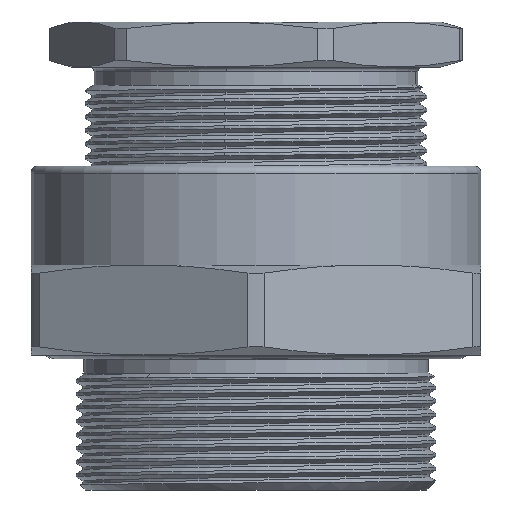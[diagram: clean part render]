
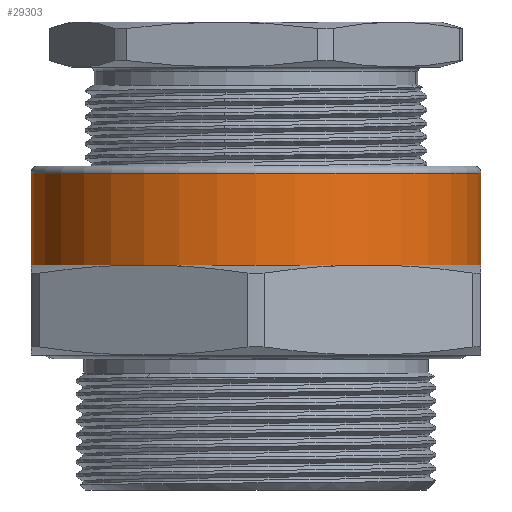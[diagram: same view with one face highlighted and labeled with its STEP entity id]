
A CAD part, front view. The second image highlights one B-rep face of the part: STEP entity #29303.
In plain terms, the highlighted cylindrical face has radius 25 mm (diameter 50 mm), a partial arc.
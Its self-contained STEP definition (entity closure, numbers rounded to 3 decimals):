
#191 = ORIENTED_EDGE ( 'NONE', *, *, #5472, .T. ) ;
#1766 = DIRECTION ( 'NONE',  ( 0., 0., -1. ) ) ;
#2279 = FACE_OUTER_BOUND ( 'NONE', #20127, .T. ) ;
#2549 = CARTESIAN_POINT ( 'NONE',  ( 2.284, 30.034, 57.262 ) ) ;
#3692 = CARTESIAN_POINT ( 'NONE',  ( 27.284, 30.034, 47.062 ) ) ;
#3788 = DIRECTION ( 'NONE',  ( -1., 0., 0. ) ) ;
#4691 = DIRECTION ( 'NONE',  ( -1., 0., 0. ) ) ;
#4815 = EDGE_CURVE ( 'NONE', #27038, #17825, #9801, .T. ) ;
#5356 = CARTESIAN_POINT ( 'NONE',  ( 14.784, 8.384, 47.062 ) ) ;
#5472 = EDGE_CURVE ( 'NONE', #23373, #32008, #30489, .T. ) ;
#5897 = DIRECTION ( 'NONE',  ( 1., 0., 0. ) ) ;
#6578 = DIRECTION ( 'NONE',  ( -1., 0., 0. ) ) ;
#6601 = CARTESIAN_POINT ( 'NONE',  ( 52.284, 30.034, 47.062 ) ) ;
#7768 = CIRCLE ( 'NONE', #30861, 25. ) ;
#8053 = AXIS2_PLACEMENT_3D ( 'NONE', #3692, #25405, #6578 ) ;
#8588 = ORIENTED_EDGE ( 'NONE', *, *, #10644, .T. ) ;
#8655 = VECTOR ( 'NONE', #20542, 1000. ) ;
#9801 = CIRCLE ( 'NONE', #8053, 25. ) ;
#10644 = EDGE_CURVE ( 'NONE', #23713, #23373, #29507, .T. ) ;
#10675 = VERTEX_POINT ( 'NONE', #5356 ) ;
#11014 = DIRECTION ( 'NONE',  ( 0., 0., -1. ) ) ;
#12289 = CARTESIAN_POINT ( 'NONE',  ( 52.284, 30.034, 57.262 ) ) ;
#13035 = DIRECTION ( 'NONE',  ( 0., 0., -1. ) ) ;
#13142 = CARTESIAN_POINT ( 'NONE',  ( 2.284, 30.034, 47.062 ) ) ;
#13730 = LINE ( 'NONE', #18989, #26325 ) ;
#17337 = ORIENTED_EDGE ( 'NONE', *, *, #33829, .F. ) ;
#17562 = CARTESIAN_POINT ( 'NONE',  ( 27.284, 30.034, 47.062 ) ) ;
#17825 = VERTEX_POINT ( 'NONE', #19107 ) ;
#18105 = CARTESIAN_POINT ( 'NONE',  ( 27.284, 30.034, 47.062 ) ) ;
#18989 = CARTESIAN_POINT ( 'NONE',  ( 52.284, 30.034, 22.062 ) ) ;
#19107 = CARTESIAN_POINT ( 'NONE',  ( 39.784, 8.384, 47.062 ) ) ;
#20127 = EDGE_LOOP ( 'NONE', ( #29868, #8588, #191, #31569, #17337, #32656 ) ) ;
#20542 = DIRECTION ( 'NONE',  ( 0., 0., -1. ) ) ;
#21647 = CARTESIAN_POINT ( 'NONE',  ( 27.284, 30.034, 57.262 ) ) ;
#23373 = VERTEX_POINT ( 'NONE', #2549 ) ;
#23466 = CIRCLE ( 'NONE', #31534, 25. ) ;
#23713 = VERTEX_POINT ( 'NONE', #12289 ) ;
#25405 = DIRECTION ( 'NONE',  ( 0., 0., -1. ) ) ;
#26092 = AXIS2_PLACEMENT_3D ( 'NONE', #21647, #35544, #5897 ) ;
#26325 = VECTOR ( 'NONE', #11014, 1000. ) ;
#27038 = VERTEX_POINT ( 'NONE', #6601 ) ;
#27673 = EDGE_CURVE ( 'NONE', #10675, #32008, #7768, .T. ) ;
#28544 = DIRECTION ( 'NONE',  ( 0., 0., -1. ) ) ;
#29303 = ADVANCED_FACE ( 'NONE', ( #2279 ), #32299, .T. ) ;
#29507 = CIRCLE ( 'NONE', #26092, 25. ) ;
#29565 = CARTESIAN_POINT ( 'NONE',  ( 27.284, 30.034, 22.062 ) ) ;
#29868 = ORIENTED_EDGE ( 'NONE', *, *, #35489, .F. ) ;
#30489 = LINE ( 'NONE', #33207, #8655 ) ;
#30861 = AXIS2_PLACEMENT_3D ( 'NONE', #18105, #13035, #4691 ) ;
#31534 = AXIS2_PLACEMENT_3D ( 'NONE', #17562, #28544, #3788 ) ;
#31569 = ORIENTED_EDGE ( 'NONE', *, *, #27673, .F. ) ;
#31934 = DIRECTION ( 'NONE',  ( -1., 0., 0. ) ) ;
#32008 = VERTEX_POINT ( 'NONE', #13142 ) ;
#32299 = CYLINDRICAL_SURFACE ( 'NONE', #34995, 25. ) ;
#32656 = ORIENTED_EDGE ( 'NONE', *, *, #4815, .F. ) ;
#33207 = CARTESIAN_POINT ( 'NONE',  ( 2.284, 30.034, 22.062 ) ) ;
#33829 = EDGE_CURVE ( 'NONE', #17825, #10675, #23466, .T. ) ;
#34995 = AXIS2_PLACEMENT_3D ( 'NONE', #29565, #1766, #31934 ) ;
#35489 = EDGE_CURVE ( 'NONE', #23713, #27038, #13730, .T. ) ;
#35544 = DIRECTION ( 'NONE',  ( 0., 0., -1. ) ) ;
